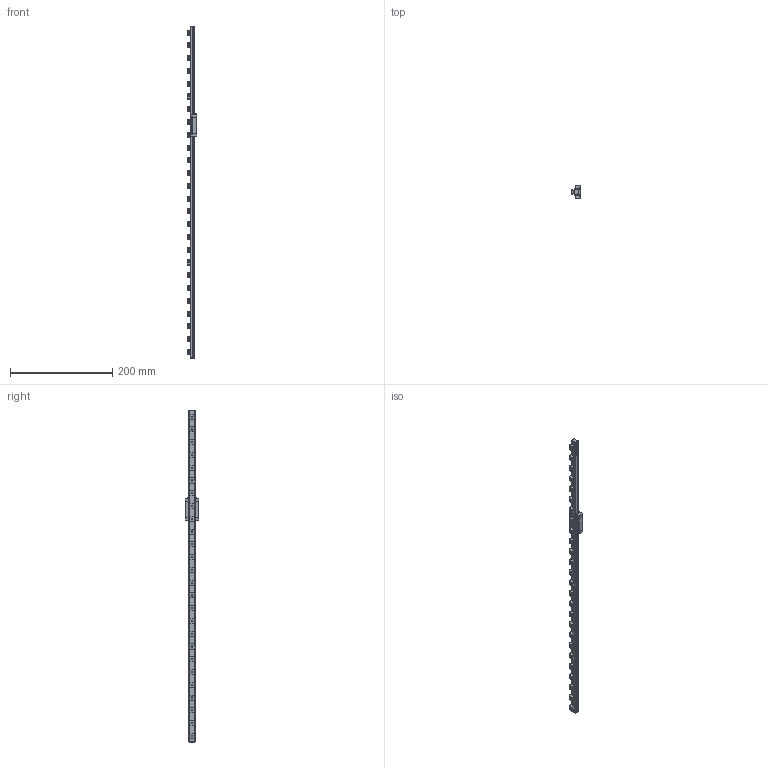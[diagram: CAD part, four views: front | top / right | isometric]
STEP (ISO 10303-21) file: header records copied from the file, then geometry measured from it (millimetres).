
FILE_DESCRIPTION (( 'STEP AP214' ), '1' );
FILE_NAME ('MGN12H - 650mm.step', '2019-11-11T12:52:42', ( '' ), ( '' ), 'SwSTEP 2.0', 'SolidWorks 2019', '' );
FILE_SCHEMA (( 'AUTOMOTIVE_DESIGN' ));
Length unit declared in the file: millimetre
Products named in the file (8): socket head cap screw_bsi_BS EN ISO 4762 M3 x 10 - 10N; Main Block; MGN12H - 650mm; Red End Cap; Green End Cap; 2020 Nut - M3; Button M3x8; Rail 650mm
Assembly tree (62 placements, depth 2):
  MGN12H - 650mm
    Main Block
    Green End Cap  x2
    Red End Cap  x2
    Button M3x8  x4
    Rail 650mm
    2020 Nut - M3  x26
    socket head cap screw_bsi_BS EN ISO 4762 M3 x 10 - 10N  x26
Bounding box: 19.5 x 27 x 650 mm (x, y, z)
Volume: 77421 mm3; surface area: 54251.6 mm2
Topology: 62 solids, 62 shells, 1545 faces, 3659 edges, 2276 vertices
Faces by surface type: plane 919, cylinder 402, torus 112, cone 104, sphere 8
Entity records: 12875 total; most frequent: DIRECTION 2259, CARTESIAN_POINT 2033, ORIENTED_EDGE 1890, EDGE_CURVE 945, AXIS2_PLACEMENT_3D 875, VERTEX_POINT 617, VECTOR 509, LINE 509
